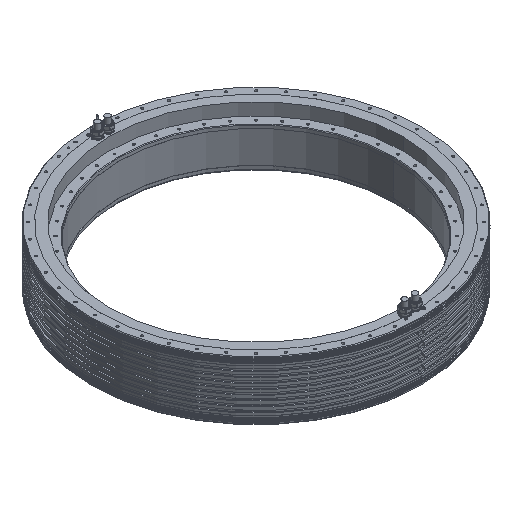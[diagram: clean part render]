
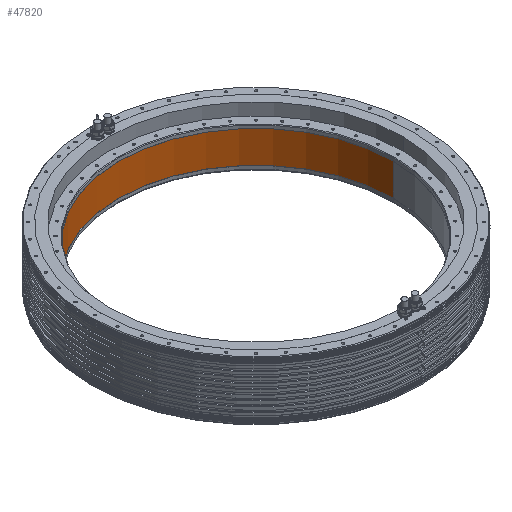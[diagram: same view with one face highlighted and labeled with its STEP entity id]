
A CAD part, isometric view. The second image highlights one B-rep face of the part: STEP entity #47820.
In plain terms, the highlighted cylindrical face has radius 535.4 mm (diameter 1070.8 mm), a partial arc.
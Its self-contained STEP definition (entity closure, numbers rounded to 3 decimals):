
#43327=CARTESIAN_POINT('',(0.,0.,-62.9));
#43328=DIRECTION('',(0.,0.,-1.));
#43329=DIRECTION('',(-1.,0.,0.));
#43330=AXIS2_PLACEMENT_3D('',#43327,#43328,#43329);
#43342=DIRECTION('',(0.,0.,1.));
#43343=VECTOR('',#43342,124.2);
#43344=CARTESIAN_POINT('',(-535.4,0.,-187.1));
#43345=LINE('',#43344,#43343);
#43346=DIRECTION('',(0.,0.,1.));
#43347=VECTOR('',#43346,124.2);
#43348=CARTESIAN_POINT('',(535.4,0.,-187.1));
#43349=LINE('',#43348,#43347);
#43350=CARTESIAN_POINT('',(0.,0.,-187.1));
#43351=DIRECTION('',(0.,0.,-1.));
#43352=DIRECTION('',(-1.,0.,0.));
#43353=AXIS2_PLACEMENT_3D('',#43350,#43351,#43352);
#45946=CARTESIAN_POINT('',(-535.4,0.,-187.1));
#45947=CARTESIAN_POINT('',(-535.4,0.,-62.9));
#45948=VERTEX_POINT('',#45946);
#45949=VERTEX_POINT('',#45947);
#45950=CARTESIAN_POINT('',(535.4,0.,-187.1));
#45951=CARTESIAN_POINT('',(535.4,0.,-62.9));
#45952=VERTEX_POINT('',#45950);
#45953=VERTEX_POINT('',#45951);
#47808=CARTESIAN_POINT('',(0.,0.,-210.25));
#47809=DIRECTION('',(0.,0.,1.));
#47810=DIRECTION('',(1.,0.,0.));
#47811=AXIS2_PLACEMENT_3D('',#47808,#47809,#47810);
#47812=CYLINDRICAL_SURFACE('',#47811,535.4);
#47813=ORIENTED_EDGE('',*,*,#47791,.T.);
#47814=ORIENTED_EDGE('',*,*,#47754,.T.);
#47815=ORIENTED_EDGE('',*,*,#47795,.F.);
#47817=ORIENTED_EDGE('',*,*,#47816,.F.);
#47818=EDGE_LOOP('',(#47813,#47814,#47815,#47817));
#47819=FACE_OUTER_BOUND('',#47818,.F.);
#47820=ADVANCED_FACE('',(#47819),#47812,.F.);
#43331=CIRCLE('',#43330,535.4);
#43354=CIRCLE('',#43353,535.4);
#47754=EDGE_CURVE('',#45949,#45953,#43331,.T.);
#47791=EDGE_CURVE('',#45948,#45949,#43345,.T.);
#47795=EDGE_CURVE('',#45952,#45953,#43349,.T.);
#47816=EDGE_CURVE('',#45948,#45952,#43354,.T.);
